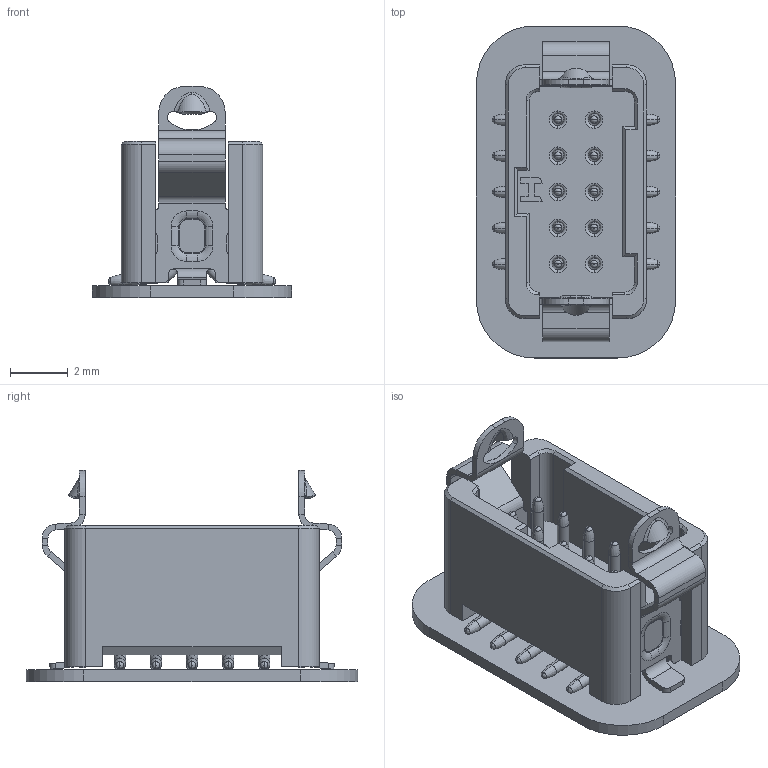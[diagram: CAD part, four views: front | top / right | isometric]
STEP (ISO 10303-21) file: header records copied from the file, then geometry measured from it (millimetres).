
FILE_DESCRIPTION(('Open CASCADE Model'),'2;1');
FILE_NAME('Open CASCADE Shape Model','2018-01-25T12:28:26',('Author'),( 'Open CASCADE'),'Open CASCADE STEP processor 6.8','Open CASCADE 6.8' ,'Unknown');
FILE_SCHEMA(('AUTOMOTIVE_DESIGN { 1 0 10303 214 1 1 1 1 }'));
Length unit declared in the file: millimetre
Products named in the file (7): PCB; Board; J1; g125-ms11005l3_asm; G125-3011096; G125-1050005_BENT; G125-412
Assembly tree (16 placements, depth 4):
  PCB
    Board
    J1
      g125-ms11005l3_asm
        G125-3011096
        G125-1050005_BENT  x10
        G125-412  x2
Bounding box: 6.9 x 11.5 x 7.31 mm (x, y, z)
Volume: 139.9 mm3; surface area: 611.3 mm2
Topology: 14 solids, 14 shells, 1821 faces, 4156 edges, 2278 vertices
Faces by surface type: bspline 1114, plane 317, cylinder 230, torus 152, cone 8
Entity records: 18927 total; most frequent: CARTESIAN_POINT 8824, ORIENTED_EDGE 2188, DIRECTION 1938, EDGE_CURVE 1094, AXIS2_PLACEMENT_3D 705, VERTEX_POINT 652, LINE 528, VECTOR 528
